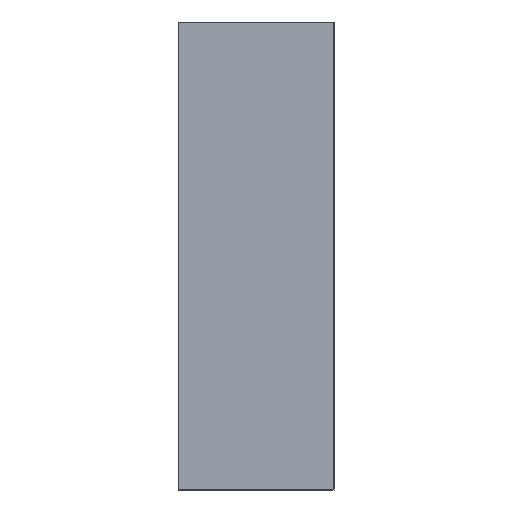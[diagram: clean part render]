
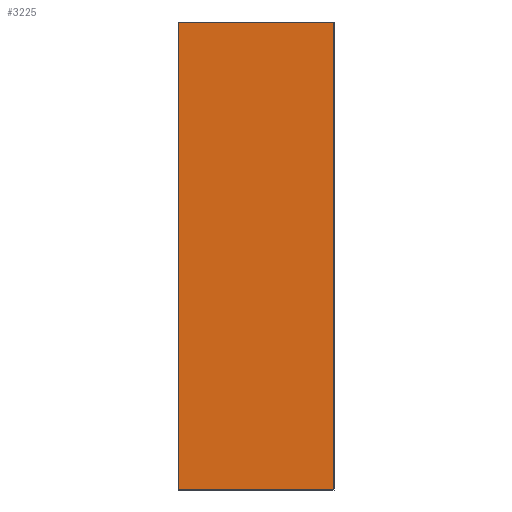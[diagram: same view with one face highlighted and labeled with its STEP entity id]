
A CAD part, left-side view. The second image highlights one B-rep face of the part: STEP entity #3225.
In plain terms, the highlighted planar face has unit normal (-1, 0, 0).
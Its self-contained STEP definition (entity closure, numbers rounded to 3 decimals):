
#64 = LINE ( 'NONE', #4544, #1382 ) ;
#92 = VERTEX_POINT ( 'NONE', #4253 ) ;
#239 = DIRECTION ( 'NONE',  ( 0., -1., 0. ) ) ;
#362 = VERTEX_POINT ( 'NONE', #4556 ) ;
#755 = EDGE_CURVE ( 'NONE', #362, #4814, #5214, .T. ) ;
#1029 = ORIENTED_EDGE ( 'NONE', *, *, #5255, .F. ) ;
#1096 = FACE_OUTER_BOUND ( 'NONE', #2231, .T. ) ;
#1298 = VECTOR ( 'NONE', #5236, 1000. ) ;
#1382 = VECTOR ( 'NONE', #3714, 1000. ) ;
#1394 = CARTESIAN_POINT ( 'NONE',  ( -2.25, 0., 1.5 ) ) ;
#1529 = LINE ( 'NONE', #1809, #2881 ) ;
#1615 = CARTESIAN_POINT ( 'NONE',  ( -2.25, 1., 1.5 ) ) ;
#1708 = AXIS2_PLACEMENT_3D ( 'NONE', #1615, #4050, #4512 ) ;
#1809 = CARTESIAN_POINT ( 'NONE',  ( -2.25, 0., 1.5 ) ) ;
#2200 = CARTESIAN_POINT ( 'NONE',  ( -2.25, 0., -1.5 ) ) ;
#2231 = EDGE_LOOP ( 'NONE', ( #3356, #3188, #1029, #5269 ) ) ;
#2881 = VECTOR ( 'NONE', #4342, 1000. ) ;
#2949 = VECTOR ( 'NONE', #239, 1000. ) ;
#3188 = ORIENTED_EDGE ( 'NONE', *, *, #4386, .F. ) ;
#3225 = ADVANCED_FACE ( 'NONE', ( #1096 ), #4456, .F. ) ;
#3356 = ORIENTED_EDGE ( 'NONE', *, *, #4237, .T. ) ;
#3714 = DIRECTION ( 'NONE',  ( 0., 0., 1. ) ) ;
#4050 = DIRECTION ( 'NONE',  ( 1., 0., 0. ) ) ;
#4216 = VERTEX_POINT ( 'NONE', #1394 ) ;
#4237 = EDGE_CURVE ( 'NONE', #4814, #4216, #1529, .T. ) ;
#4253 = CARTESIAN_POINT ( 'NONE',  ( -2.25, 1., 1.5 ) ) ;
#4342 = DIRECTION ( 'NONE',  ( 0., 0., 1. ) ) ;
#4386 = EDGE_CURVE ( 'NONE', #92, #4216, #4766, .T. ) ;
#4456 = PLANE ( 'NONE',  #1708 ) ;
#4512 = DIRECTION ( 'NONE',  ( 0., 0., -1. ) ) ;
#4544 = CARTESIAN_POINT ( 'NONE',  ( -2.25, 1., 1.5 ) ) ;
#4556 = CARTESIAN_POINT ( 'NONE',  ( -2.25, 1., -1.5 ) ) ;
#4766 = LINE ( 'NONE', #5267, #2949 ) ;
#4785 = CARTESIAN_POINT ( 'NONE',  ( -2.25, 1., -1.5 ) ) ;
#4814 = VERTEX_POINT ( 'NONE', #2200 ) ;
#5214 = LINE ( 'NONE', #4785, #1298 ) ;
#5236 = DIRECTION ( 'NONE',  ( 0., -1., 0. ) ) ;
#5255 = EDGE_CURVE ( 'NONE', #362, #92, #64, .T. ) ;
#5267 = CARTESIAN_POINT ( 'NONE',  ( -2.25, 1., 1.5 ) ) ;
#5269 = ORIENTED_EDGE ( 'NONE', *, *, #755, .T. ) ;
